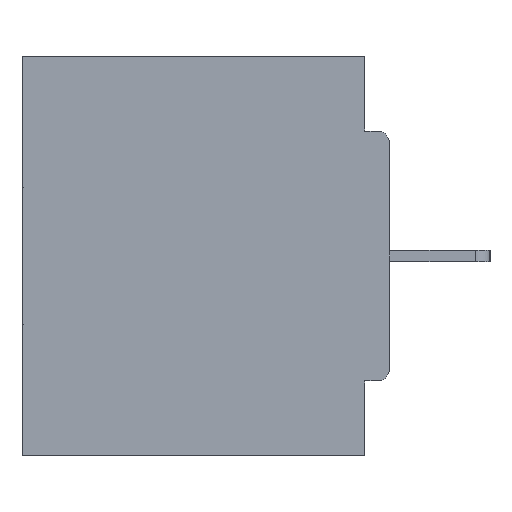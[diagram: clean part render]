
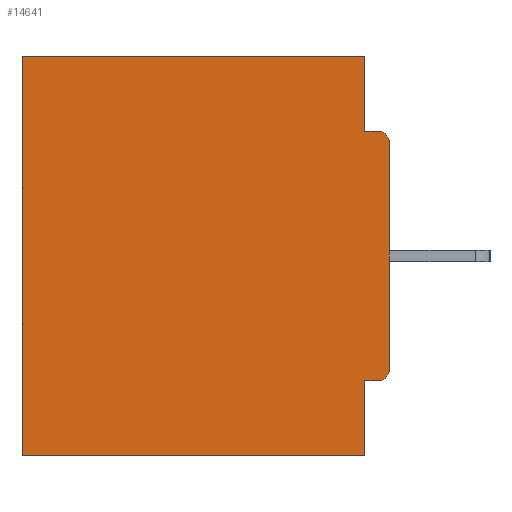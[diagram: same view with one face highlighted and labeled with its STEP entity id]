
A CAD part, left-side view. The second image highlights one B-rep face of the part: STEP entity #14641.
In plain terms, the highlighted planar face has unit normal (-1, 0, 0).
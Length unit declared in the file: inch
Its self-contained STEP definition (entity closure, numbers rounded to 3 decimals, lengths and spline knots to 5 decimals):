
#499 = DIRECTION ( 'NONE',  ( 0., 0., -1. ) ) ;
#563 = AXIS2_PLACEMENT_3D ( 'NONE', #32770, #24841, #499 ) ;
#686 = VERTEX_POINT ( 'NONE', #3144 ) ;
#699 = LINE ( 'NONE', #1044, #6306 ) ;
#855 = LINE ( 'NONE', #6088, #17756 ) ;
#1044 = CARTESIAN_POINT ( 'NONE',  ( 0.298, 0., -0.5 ) ) ;
#1279 = CARTESIAN_POINT ( 'NONE',  ( 0.298, 0., -0.0935 ) ) ;
#2341 = EDGE_CURVE ( 'NONE', #31664, #13990, #16616, .T. ) ;
#2515 = VECTOR ( 'NONE', #12847, 39.37008 ) ;
#3079 = CARTESIAN_POINT ( 'NONE',  ( 0.298, 0.015, -0.3915 ) ) ;
#3144 = CARTESIAN_POINT ( 'NONE',  ( 0.298, 0.46, -0.5 ) ) ;
#3280 = ORIENTED_EDGE ( 'NONE', *, *, #22824, .T. ) ;
#3931 = LINE ( 'NONE', #23920, #28073 ) ;
#4712 = DIRECTION ( 'NONE',  ( 1., 0., 0. ) ) ;
#5059 = PLANE ( 'NONE',  #23525 ) ;
#5503 = VERTEX_POINT ( 'NONE', #25606 ) ;
#5985 = EDGE_CURVE ( 'NONE', #12386, #31664, #3931, .T. ) ;
#6088 = CARTESIAN_POINT ( 'NONE',  ( 0.298, 0.031, -0.5 ) ) ;
#6306 = VECTOR ( 'NONE', #17248, 39.37008 ) ;
#6854 = VECTOR ( 'NONE', #31733, 39.37008 ) ;
#7446 = CARTESIAN_POINT ( 'NONE',  ( 0.298, 0., 0. ) ) ;
#7635 = LINE ( 'NONE', #7446, #2515 ) ;
#8326 = CARTESIAN_POINT ( 'NONE',  ( 0.298, 0.031, -0.0935 ) ) ;
#8517 = CARTESIAN_POINT ( 'NONE',  ( 0.298, 0.031, -0.5 ) ) ;
#8862 = DIRECTION ( 'NONE',  ( 0., 0., -1. ) ) ;
#9055 = ORIENTED_EDGE ( 'NONE', *, *, #14010, .F. ) ;
#9555 = CIRCLE ( 'NONE', #29722, 0.015 ) ;
#10469 = VERTEX_POINT ( 'NONE', #8326 ) ;
#11156 = ORIENTED_EDGE ( 'NONE', *, *, #2341, .F. ) ;
#11220 = ORIENTED_EDGE ( 'NONE', *, *, #32715, .T. ) ;
#11320 = LINE ( 'NONE', #34341, #20142 ) ;
#11688 = DIRECTION ( 'NONE',  ( 0., 0., -1. ) ) ;
#11744 = ORIENTED_EDGE ( 'NONE', *, *, #14994, .F. ) ;
#12386 = VERTEX_POINT ( 'NONE', #19976 ) ;
#12599 = CARTESIAN_POINT ( 'NONE',  ( 0.298, 0.031, 0. ) ) ;
#12847 = DIRECTION ( 'NONE',  ( 0., 1., 0. ) ) ;
#13168 = CARTESIAN_POINT ( 'NONE',  ( 0.298, 0., 0. ) ) ;
#13635 = EDGE_CURVE ( 'NONE', #22528, #686, #31345, .T. ) ;
#13990 = VERTEX_POINT ( 'NONE', #30611 ) ;
#14010 = EDGE_CURVE ( 'NONE', #19770, #10469, #855, .T. ) ;
#14545 = ORIENTED_EDGE ( 'NONE', *, *, #13635, .T. ) ;
#14641 = ADVANCED_FACE ( 'NONE', ( #29417 ), #5059, .F. ) ;
#14994 = EDGE_CURVE ( 'NONE', #13990, #686, #699, .T. ) ;
#15692 = DIRECTION ( 'NONE',  ( 0., 0., -1. ) ) ;
#15699 = ORIENTED_EDGE ( 'NONE', *, *, #27208, .T. ) ;
#15731 = ORIENTED_EDGE ( 'NONE', *, *, #17682, .F. ) ;
#15925 = VECTOR ( 'NONE', #8862, 39.37008 ) ;
#16616 = LINE ( 'NONE', #8517, #15925 ) ;
#17248 = DIRECTION ( 'NONE',  ( 0., 1., 0. ) ) ;
#17658 = CARTESIAN_POINT ( 'NONE',  ( 0.298, 0.46, 0. ) ) ;
#17682 = EDGE_CURVE ( 'NONE', #10469, #31889, #32082, .T. ) ;
#17756 = VECTOR ( 'NONE', #33495, 39.37008 ) ;
#18320 = DIRECTION ( 'NONE',  ( 0., 1., 0. ) ) ;
#18370 = CIRCLE ( 'NONE', #563, 0.015 ) ;
#18754 = EDGE_CURVE ( 'NONE', #5503, #23752, #11320, .T. ) ;
#19770 = VERTEX_POINT ( 'NONE', #12599 ) ;
#19976 = CARTESIAN_POINT ( 'NONE',  ( 0.298, 0.015, -0.4065 ) ) ;
#20142 = VECTOR ( 'NONE', #25401, 39.37008 ) ;
#20389 = EDGE_LOOP ( 'NONE', ( #15699, #15731, #9055, #11220, #14545, #11744, #11156, #20935, #3280, #33818 ) ) ;
#20935 = ORIENTED_EDGE ( 'NONE', *, *, #5985, .F. ) ;
#22528 = VERTEX_POINT ( 'NONE', #17658 ) ;
#22824 = EDGE_CURVE ( 'NONE', #12386, #23752, #9555, .T. ) ;
#23525 = AXIS2_PLACEMENT_3D ( 'NONE', #13168, #4712, #15692 ) ;
#23752 = VERTEX_POINT ( 'NONE', #34286 ) ;
#23920 = CARTESIAN_POINT ( 'NONE',  ( 0.298, 0., -0.4065 ) ) ;
#24463 = CARTESIAN_POINT ( 'NONE',  ( 0.298, 0.015, -0.0935 ) ) ;
#24841 = DIRECTION ( 'NONE',  ( -1., 0., 0. ) ) ;
#25401 = DIRECTION ( 'NONE',  ( 0., 0., -1. ) ) ;
#25606 = CARTESIAN_POINT ( 'NONE',  ( 0.298, 0., -0.1085 ) ) ;
#27208 = EDGE_CURVE ( 'NONE', #5503, #31889, #18370, .T. ) ;
#28073 = VECTOR ( 'NONE', #18320, 39.37008 ) ;
#29417 = FACE_OUTER_BOUND ( 'NONE', #20389, .T. ) ;
#29722 = AXIS2_PLACEMENT_3D ( 'NONE', #3079, #29953, #33003 ) ;
#29953 = DIRECTION ( 'NONE',  ( -1., 0., 0. ) ) ;
#30611 = CARTESIAN_POINT ( 'NONE',  ( 0.298, 0.031, -0.5 ) ) ;
#31345 = LINE ( 'NONE', #31519, #33218 ) ;
#31519 = CARTESIAN_POINT ( 'NONE',  ( 0.298, 0.46, 0. ) ) ;
#31664 = VERTEX_POINT ( 'NONE', #32859 ) ;
#31733 = DIRECTION ( 'NONE',  ( 0., -1., 0. ) ) ;
#31889 = VERTEX_POINT ( 'NONE', #24463 ) ;
#32082 = LINE ( 'NONE', #1279, #6854 ) ;
#32715 = EDGE_CURVE ( 'NONE', #19770, #22528, #7635, .T. ) ;
#32770 = CARTESIAN_POINT ( 'NONE',  ( 0.298, 0.015, -0.1085 ) ) ;
#32859 = CARTESIAN_POINT ( 'NONE',  ( 0.298, 0.031, -0.4065 ) ) ;
#33003 = DIRECTION ( 'NONE',  ( 0., 0., -1. ) ) ;
#33218 = VECTOR ( 'NONE', #11688, 39.37008 ) ;
#33495 = DIRECTION ( 'NONE',  ( 0., 0., -1. ) ) ;
#33818 = ORIENTED_EDGE ( 'NONE', *, *, #18754, .F. ) ;
#34286 = CARTESIAN_POINT ( 'NONE',  ( 0.298, 0., -0.3915 ) ) ;
#34341 = CARTESIAN_POINT ( 'NONE',  ( 0.298, 0., 0. ) ) ;
